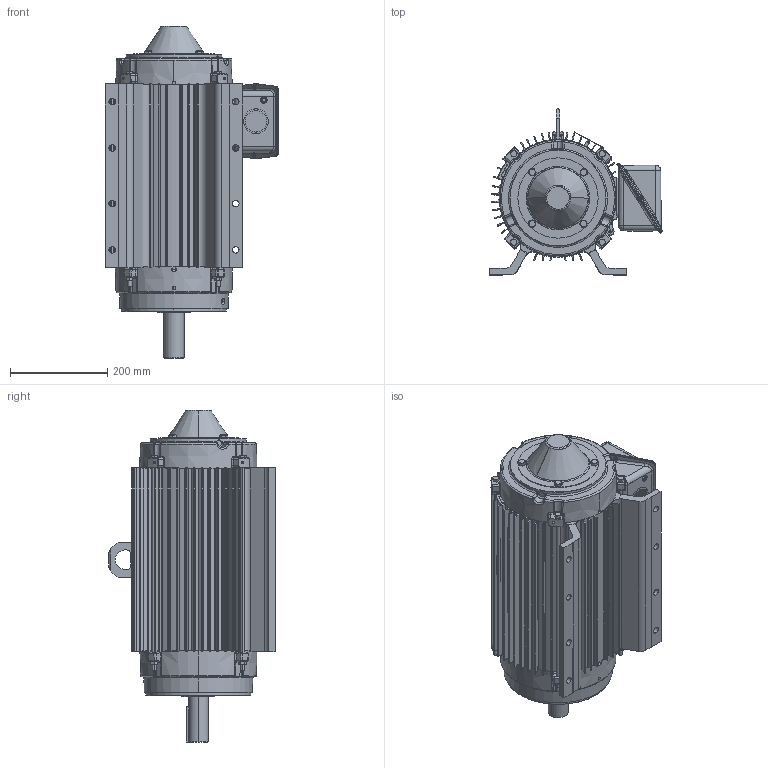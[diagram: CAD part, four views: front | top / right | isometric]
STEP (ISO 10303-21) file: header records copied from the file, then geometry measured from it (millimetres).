
FILE_DESCRIPTION (( 'STEP AP214' ), '1' );
FILE_NAME ('Y549.STEP', '2019-05-28T11:38:54', ( '' ), ( '' ), 'SwSTEP 2.0', 'SolidWorks 2017', '' );
FILE_SCHEMA (( 'AUTOMOTIVE_DESIGN' ));
Length unit declared in the file: inch
Products named in the file (1): Y549
Bounding box: 356.56 x 341.88 x 682.67 mm (x, y, z)
Volume: 6388159.2 mm3; surface area: 2076592.5 mm2
Topology: 39 solids, 39 shells, 3065 faces, 7721 edges, 4610 vertices
Faces by surface type: bspline 1072, cylinder 865, plane 752, cone 376
Entity records: 141153 total; most frequent: CARTESIAN_POINT 74658, ORIENTED_EDGE 15074, DIRECTION 12437, EDGE_CURVE 7537, AXIS2_PLACEMENT_3D 4919, VERTEX_POINT 4610, EDGE_LOOP 3243, ADVANCED_FACE 3065
